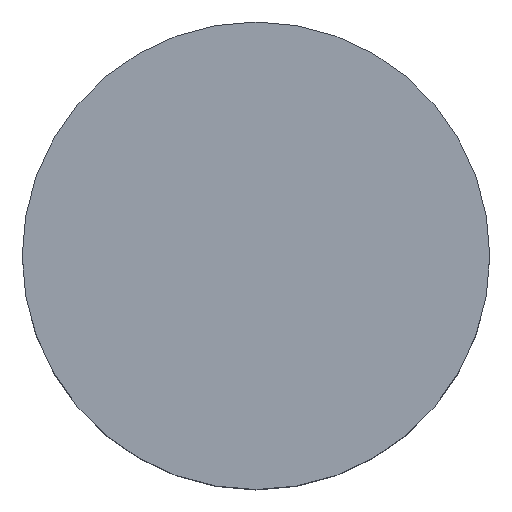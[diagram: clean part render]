
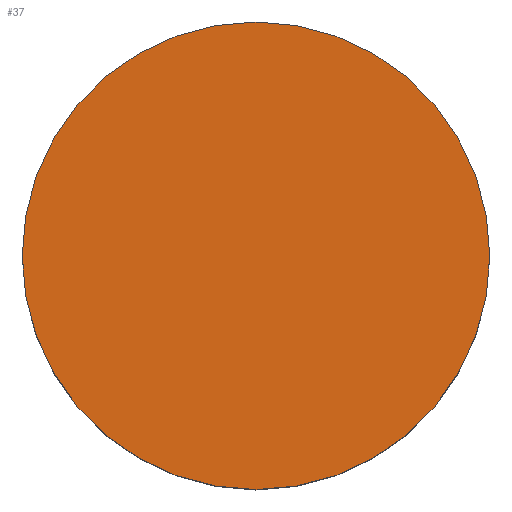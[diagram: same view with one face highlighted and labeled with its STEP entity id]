
A CAD part, top view. The second image highlights one B-rep face of the part: STEP entity #37.
In plain terms, the highlighted planar face has unit normal (0, 0, 1).
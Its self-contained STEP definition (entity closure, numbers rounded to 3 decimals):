
#6 = DIRECTION ( 'NONE',  ( 1., 0., 0. ) ) ;
#10 = CARTESIAN_POINT ( 'NONE',  ( 0., 0., 0. ) ) ;
#18 = VERTEX_POINT ( 'NONE', #233 ) ;
#37 = ADVANCED_FACE ( 'NONE', ( #81 ), #279, .T. ) ;
#48 = DIRECTION ( 'NONE',  ( 0., 0., 1. ) ) ;
#50 = AXIS2_PLACEMENT_3D ( 'NONE', #193, #48, #6 ) ;
#66 = ORIENTED_EDGE ( 'NONE', *, *, #351, .T. ) ;
#71 = AXIS2_PLACEMENT_3D ( 'NONE', #10, #151, #201 ) ;
#81 = FACE_OUTER_BOUND ( 'NONE', #178, .T. ) ;
#88 = VERTEX_POINT ( 'NONE', #116 ) ;
#107 = CIRCLE ( 'NONE', #71, 3. ) ;
#116 = CARTESIAN_POINT ( 'NONE',  ( 3., 0., 0. ) ) ;
#148 = DIRECTION ( 'NONE',  ( 1., 0., 0. ) ) ;
#151 = DIRECTION ( 'NONE',  ( 0., 0., 1. ) ) ;
#178 = EDGE_LOOP ( 'NONE', ( #66, #286 ) ) ;
#193 = CARTESIAN_POINT ( 'NONE',  ( 0., 0., 0. ) ) ;
#201 = DIRECTION ( 'NONE',  ( 1., 0., 0. ) ) ;
#204 = DIRECTION ( 'NONE',  ( 0., 0., 1. ) ) ;
#214 = CIRCLE ( 'NONE', #50, 3. ) ;
#233 = CARTESIAN_POINT ( 'NONE',  ( -3., 0., 0. ) ) ;
#279 = PLANE ( 'NONE',  #313 ) ;
#286 = ORIENTED_EDGE ( 'NONE', *, *, #307, .T. ) ;
#307 = EDGE_CURVE ( 'NONE', #18, #88, #214, .T. ) ;
#311 = CARTESIAN_POINT ( 'NONE',  ( 0., 0., 0. ) ) ;
#313 = AXIS2_PLACEMENT_3D ( 'NONE', #311, #204, #148 ) ;
#351 = EDGE_CURVE ( 'NONE', #88, #18, #107, .T. ) ;
